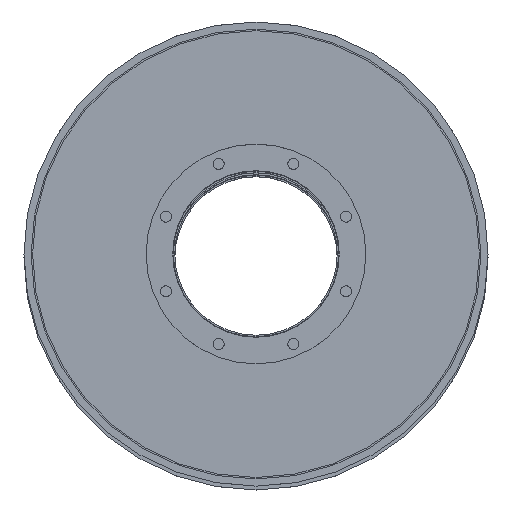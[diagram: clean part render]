
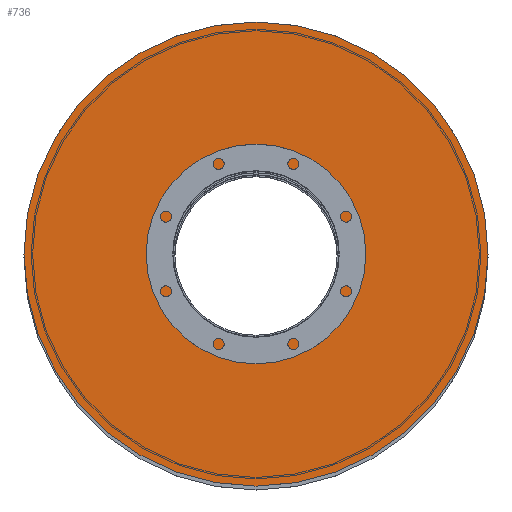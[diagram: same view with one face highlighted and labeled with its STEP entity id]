
A CAD part, top view. The second image highlights one B-rep face of the part: STEP entity #736.
In plain terms, the highlighted planar face has unit normal (0, 0, 1).
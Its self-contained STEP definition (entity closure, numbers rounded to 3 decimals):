
#44=PLANE('',#854);
#122=FACE_BOUND('',#297,.T.);
#174=FACE_OUTER_BOUND('',#296,.T.);
#296=EDGE_LOOP('',(#636));
#297=EDGE_LOOP('',(#637));
#376=CIRCLE('',#849,168.5);
#378=CIRCLE('',#852,470.);
#444=VERTEX_POINT('',#1264);
#446=VERTEX_POINT('',#1269);
#512=EDGE_CURVE('',#444,#444,#376,.T.);
#514=EDGE_CURVE('',#446,#446,#378,.T.);
#636=ORIENTED_EDGE('',*,*,#514,.F.);
#637=ORIENTED_EDGE('',*,*,#512,.T.);
#736=ADVANCED_FACE('',(#174,#122),#44,.F.);
#849=AXIS2_PLACEMENT_3D('',#1265,#1060,#1061);
#852=AXIS2_PLACEMENT_3D('',#1270,#1066,#1067);
#854=AXIS2_PLACEMENT_3D('',#1273,#1070,#1071);
#1060=DIRECTION('center_axis',(0.,0.,-1.));
#1061=DIRECTION('ref_axis',(-1.,0.,0.));
#1066=DIRECTION('center_axis',(0.,0.,-1.));
#1067=DIRECTION('ref_axis',(-1.,0.,0.));
#1070=DIRECTION('center_axis',(0.,0.,-1.));
#1071=DIRECTION('ref_axis',(-1.,0.,0.));
#1264=CARTESIAN_POINT('',(168.5,0.,4508.));
#1265=CARTESIAN_POINT('Origin',(0.,0.,4508.));
#1269=CARTESIAN_POINT('',(470.,0.,4508.));
#1270=CARTESIAN_POINT('Origin',(0.,0.,4508.));
#1273=CARTESIAN_POINT('Origin',(0.,0.,4508.));
